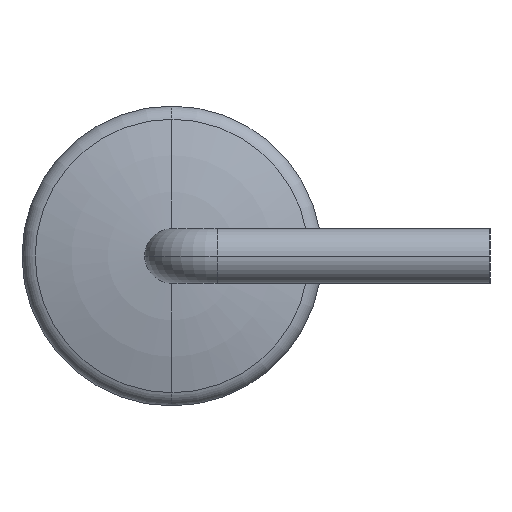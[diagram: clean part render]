
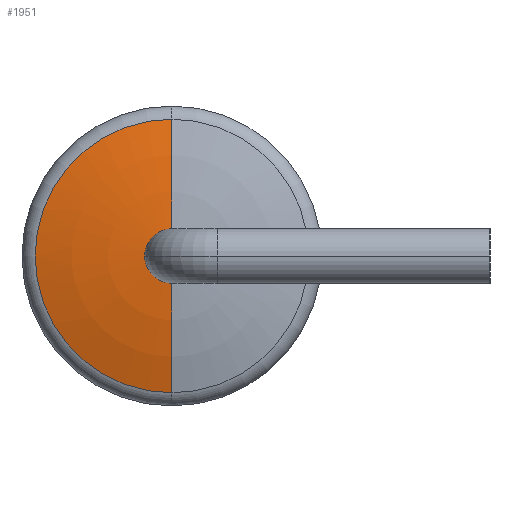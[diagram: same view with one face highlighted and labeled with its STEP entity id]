
A CAD part, left-side view. The second image highlights one B-rep face of the part: STEP entity #1951.
In plain terms, the highlighted toroidal (fillet/blend) face has major radius 0.004 mm and minor radius 10.865 mm.
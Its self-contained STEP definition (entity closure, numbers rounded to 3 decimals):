
#133 = DIRECTION ( 'NONE',  ( 0., 0., -1. ) ) ;
#134 = DIRECTION ( 'NONE',  ( 1., 0., 0. ) ) ;
#135 = CARTESIAN_POINT ( 'NONE',  ( 2.927, 5., 0. ) ) ;
#136 = AXIS2_PLACEMENT_3D ( 'NONE', #135, #134, #133 ) ;
#137 = CIRCLE ( 'NONE', #136, 3.011 ) ;
#139 = CARTESIAN_POINT ( 'NONE',  ( 2.927, 5., -3.011 ) ) ;
#339 = CARTESIAN_POINT ( 'NONE',  ( 2.927, 5., 3.011 ) ) ;
#491 = CIRCLE ( 'NONE', #517, 0.6 ) ;
#492 = CARTESIAN_POINT ( 'NONE',  ( 2.517, 5., -0.6 ) ) ;
#493 = DIRECTION ( 'NONE',  ( 0., 0., -1. ) ) ;
#494 = DIRECTION ( 'NONE',  ( 0., -1., 0. ) ) ;
#495 = CARTESIAN_POINT ( 'NONE',  ( 13.365, 5., 0.004 ) ) ;
#496 = AXIS2_PLACEMENT_3D ( 'NONE', #495, #494, #493 ) ;
#497 = CIRCLE ( 'NONE', #496, 10.865 ) ;
#498 = DIRECTION ( 'NONE',  ( 0., 0., 1. ) ) ;
#499 = DIRECTION ( 'NONE',  ( 0., 1., 0. ) ) ;
#514 = DIRECTION ( 'NONE',  ( 0., 0., -1. ) ) ;
#515 = DIRECTION ( 'NONE',  ( -1., 0., 0. ) ) ;
#516 = CARTESIAN_POINT ( 'NONE',  ( 2.517, 5., 0. ) ) ;
#517 = AXIS2_PLACEMENT_3D ( 'NONE', #516, #515, #514 ) ;
#549 = CARTESIAN_POINT ( 'NONE',  ( 13.365, 5., -0.004 ) ) ;
#550 = AXIS2_PLACEMENT_3D ( 'NONE', #549, #499, #498 ) ;
#555 = CIRCLE ( 'NONE', #550, 10.865 ) ;
#1057 = TOROIDAL_SURFACE ( 'NONE', #1116, -0.004, 10.865 ) ;
#1078 = FACE_OUTER_BOUND ( 'NONE', #2004, .T. ) ;
#1113 = DIRECTION ( 'NONE',  ( 0., 0., -1. ) ) ;
#1114 = DIRECTION ( 'NONE',  ( 1., 0., 0. ) ) ;
#1115 = CARTESIAN_POINT ( 'NONE',  ( 13.365, 5., 0. ) ) ;
#1116 = AXIS2_PLACEMENT_3D ( 'NONE', #1115, #1114, #1113 ) ;
#1530 = CARTESIAN_POINT ( 'NONE',  ( 2.517, 5.6, 0. ) ) ;
#1531 = DIRECTION ( 'NONE',  ( 0., 0., -1. ) ) ;
#1532 = DIRECTION ( 'NONE',  ( -1., 0., 0. ) ) ;
#1533 = CARTESIAN_POINT ( 'NONE',  ( 2.517, 5., 0. ) ) ;
#1534 = AXIS2_PLACEMENT_3D ( 'NONE', #1533, #1532, #1531 ) ;
#1535 = CIRCLE ( 'NONE', #1534, 0.6 ) ;
#1536 = CARTESIAN_POINT ( 'NONE',  ( 2.517, 5., 0.6 ) ) ;
#1597 = VERTEX_POINT ( 'NONE', #1536 ) ;
#1599 = EDGE_CURVE ( 'NONE', #1597, #1600, #1535, .T. ) ;
#1600 = VERTEX_POINT ( 'NONE', #1530 ) ;
#1696 = VERTEX_POINT ( 'NONE', #139 ) ;
#1697 = EDGE_CURVE ( 'NONE', #1696, #1738, #137, .T. ) ;
#1738 = VERTEX_POINT ( 'NONE', #339 ) ;
#1844 = EDGE_CURVE ( 'NONE', #1597, #1738, #555, .T. ) ;
#1845 = ORIENTED_EDGE ( 'NONE', *, *, #1697, .F. ) ;
#1846 = ORIENTED_EDGE ( 'NONE', *, *, #1847, .F. ) ;
#1847 = EDGE_CURVE ( 'NONE', #1848, #1696, #497, .T. ) ;
#1848 = VERTEX_POINT ( 'NONE', #492 ) ;
#1849 = ORIENTED_EDGE ( 'NONE', *, *, #1850, .F. ) ;
#1850 = EDGE_CURVE ( 'NONE', #1600, #1848, #491, .T. ) ;
#1951 = ADVANCED_FACE ( 'NONE', ( #1078 ), #1057, .T. ) ;
#2003 = ORIENTED_EDGE ( 'NONE', *, *, #1844, .T. ) ;
#2004 = EDGE_LOOP ( 'NONE', ( #2005, #2003, #1845, #1846, #1849 ) ) ;
#2005 = ORIENTED_EDGE ( 'NONE', *, *, #1599, .F. ) ;
